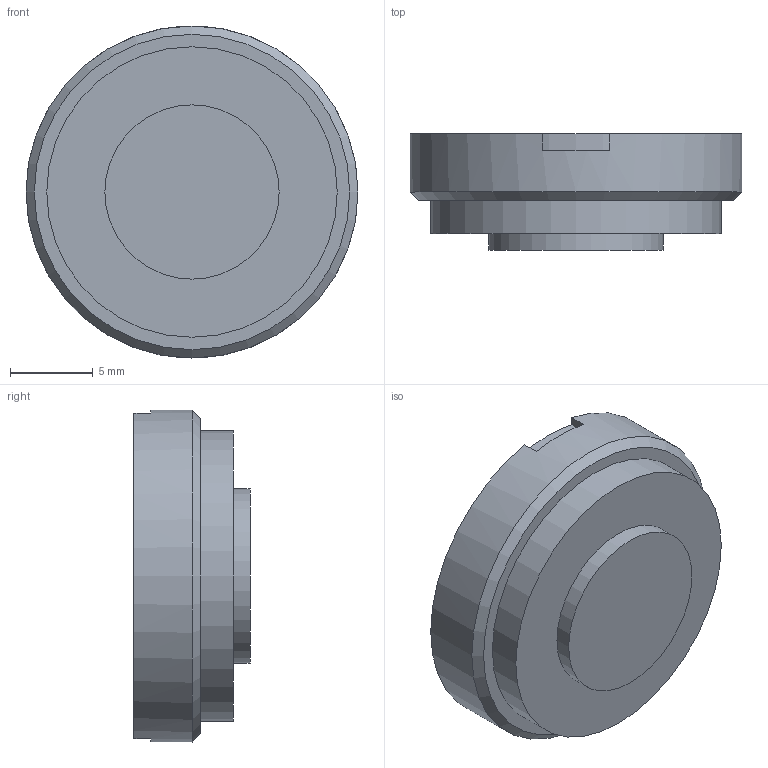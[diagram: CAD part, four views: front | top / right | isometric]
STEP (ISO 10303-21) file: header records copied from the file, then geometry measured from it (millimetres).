
FILE_DESCRIPTION(/* description */ (''),/* implementation_level */ '2;1');
FILE_NAME(/* name */ 'ACWA-0101_capteur_av.step',/* time_stamp */ '2024-05-21T13:46:28+02:00',/* author */ (''),/* organization */ (''),/* preprocessor_version */ 'ST-DEVELOPER v20',/* originating_system */ 'Autodesk Translation Framework v13.14.0.145',/* authorisation */ '');
FILE_SCHEMA (('AUTOMOTIVE_DESIGN { 1 0 10303 214 3 1 1 }'));
Length unit declared in the file: millimetre
Products named in the file (1): ACWA-0101
Bounding box: 20 x 7 x 20 mm (x, y, z)
Volume: 1079 mm3; surface area: 1578.3 mm2
Topology: 2 solids, 3 shells, 22 faces, 50 edges, 33 vertices
Faces by surface type: plane 13, cylinder 6, cone 3
Full cylindrical faces by diameter (mm): 10.5 x1, 13 x1, 16 x1, 17.5 x1, 19 x1, 20 x1
Entity records: 687 total; most frequent: CARTESIAN_POINT 126, DIRECTION 117, ORIENTED_EDGE 98, EDGE_CURVE 50, AXIS2_PLACEMENT_3D 48, VERTEX_POINT 33, EDGE_LOOP 25, CIRCLE 25
